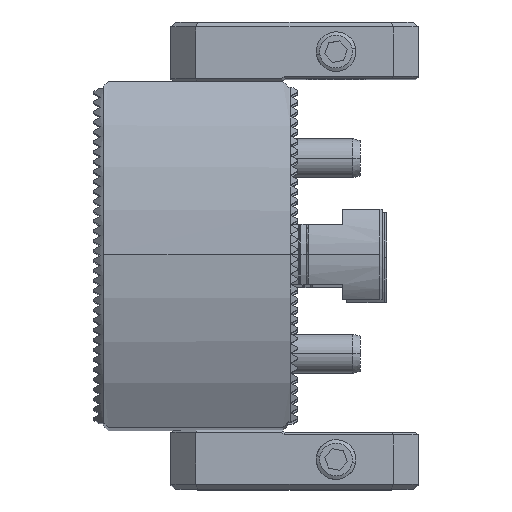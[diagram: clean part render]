
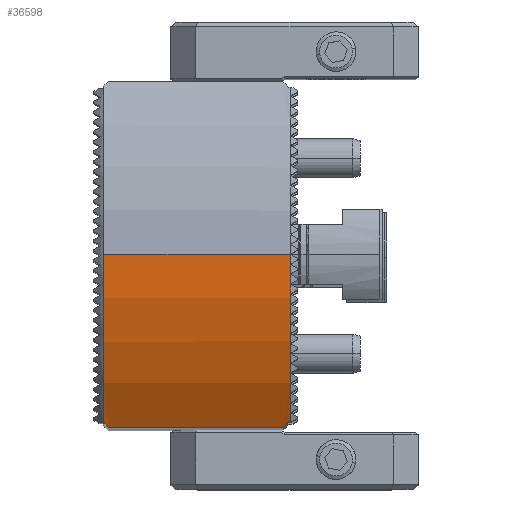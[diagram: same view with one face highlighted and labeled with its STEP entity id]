
A CAD part, top view. The second image highlights one B-rep face of the part: STEP entity #36598.
In plain terms, the highlighted cylindrical face has radius 65 mm (diameter 130 mm), a partial arc.
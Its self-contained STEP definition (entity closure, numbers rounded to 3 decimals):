
#195 = AXIS2_PLACEMENT_3D ( 'NONE', #39763, #14798, #43952 ) ;
#700 = DIRECTION ( 'NONE',  ( -1., 0., 0. ) ) ;
#2907 = CARTESIAN_POINT ( 'NONE',  ( -17.6, -35., 179.772 ) ) ;
#3150 = CARTESIAN_POINT ( 'NONE',  ( -18.58, 0., 190. ) ) ;
#5791 = ORIENTED_EDGE ( 'NONE', *, *, #9521, .T. ) ;
#6538 = VERTEX_POINT ( 'NONE', #32672 ) ;
#6761 = DIRECTION ( 'NONE',  ( -1., 0., 0. ) ) ;
#6774 =( BOUNDED_CURVE ( )  B_SPLINE_CURVE ( 3, ( #51829, #18380, #22763, #51998 ),
 .UNSPECIFIED., .F., .T. ) 
 B_SPLINE_CURVE_WITH_KNOTS ( ( 4, 4 ),
 ( 4.144, 4.162 ),
 .UNSPECIFIED. ) 
 CURVE ( )  GEOMETRIC_REPRESENTATION_ITEM ( )  RATIONAL_B_SPLINE_CURVE ( ( 1., 1., 1., 1. ) ) 
 REPRESENTATION_ITEM ( '' )  );
#6792 = CARTESIAN_POINT ( 'NONE',  ( 17.997, -34.603, 180.026 ) ) ;
#7159 = LINE ( 'NONE', #30702, #18290 ) ;
#7377 = EDGE_CURVE ( 'NONE', #19431, #23627, #36013, .T. ) ;
#7654 = CARTESIAN_POINT ( 'NONE',  ( -18.58, 0., 125. ) ) ;
#7805 = CARTESIAN_POINT ( 'NONE',  ( -18.58, -34.02, 180.386 ) ) ;
#8277 = EDGE_LOOP ( 'NONE', ( #13166, #51587, #11917, #20446, #9419, #10065, #5791 ) ) ;
#9419 = ORIENTED_EDGE ( 'NONE', *, *, #34814, .F. ) ;
#9521 = EDGE_CURVE ( 'NONE', #6538, #19431, #50944, .T. ) ;
#10065 = ORIENTED_EDGE ( 'NONE', *, *, #50703, .T. ) ;
#11872 = DIRECTION ( 'NONE',  ( 0., 0., -1. ) ) ;
#11917 = ORIENTED_EDGE ( 'NONE', *, *, #52945, .T. ) ;
#13003 = CARTESIAN_POINT ( 'NONE',  ( 20.8, -35., 179.772 ) ) ;
#13166 = ORIENTED_EDGE ( 'NONE', *, *, #7377, .T. ) ;
#14798 = DIRECTION ( 'NONE',  ( -1., 0., 0. ) ) ;
#15201 = CARTESIAN_POINT ( 'NONE',  ( 18.397, -34.203, 180.276 ) ) ;
#15338 = CARTESIAN_POINT ( 'NONE',  ( 20.8, 0., 125. ) ) ;
#16968 = CIRCLE ( 'NONE', #51264, 65. ) ;
#18290 = VECTOR ( 'NONE', #26517, 1000. ) ;
#18380 = CARTESIAN_POINT ( 'NONE',  ( -17.925, -34.675, 179.98 ) ) ;
#18532 = DIRECTION ( 'NONE',  ( 1., 0., 0. ) ) ;
#19431 = VERTEX_POINT ( 'NONE', #52415 ) ;
#20215 = VECTOR ( 'NONE', #18532, 1000. ) ;
#20446 = ORIENTED_EDGE ( 'NONE', *, *, #43328, .F. ) ;
#22763 = CARTESIAN_POINT ( 'NONE',  ( -18.252, -34.348, 180.185 ) ) ;
#23055 = VERTEX_POINT ( 'NONE', #29381 ) ;
#23627 = VERTEX_POINT ( 'NONE', #34417 ) ;
#23863 = FACE_OUTER_BOUND ( 'NONE', #8277, .T. ) ;
#26517 = DIRECTION ( 'NONE',  ( -1., 0., 0. ) ) ;
#26603 = VECTOR ( 'NONE', #700, 1000. ) ;
#27463 =( BOUNDED_CURVE ( )  B_SPLINE_CURVE ( 3, ( #35982, #6792, #15201, #44374 ),
 .UNSPECIFIED., .F., .F. ) 
 B_SPLINE_CURVE_WITH_KNOTS ( ( 4, 4 ),
 ( 1.002, 1.024 ),
 .UNSPECIFIED. ) 
 CURVE ( )  GEOMETRIC_REPRESENTATION_ITEM ( )  RATIONAL_B_SPLINE_CURVE ( ( 1., 1., 1., 1. ) ) 
 REPRESENTATION_ITEM ( '' )  );
#29270 = VERTEX_POINT ( 'NONE', #7805 ) ;
#29381 = CARTESIAN_POINT ( 'NONE',  ( 17.6, -35., 179.772 ) ) ;
#30702 = CARTESIAN_POINT ( 'NONE',  ( 20.8, 0., 190. ) ) ;
#32505 = EDGE_CURVE ( 'NONE', #23627, #37133, #7159, .T. ) ;
#32672 = CARTESIAN_POINT ( 'NONE',  ( 18.8, -33.8, 180.521 ) ) ;
#34417 = CARTESIAN_POINT ( 'NONE',  ( 19.2, 0., 190. ) ) ;
#34814 = EDGE_CURVE ( 'NONE', #23055, #48472, #37683, .T. ) ;
#35982 = CARTESIAN_POINT ( 'NONE',  ( 17.6, -35., 179.772 ) ) ;
#36013 = CIRCLE ( 'NONE', #195, 65. ) ;
#36598 = ADVANCED_FACE ( 'NONE', ( #23863 ), #44764, .T. ) ;
#36849 = DIRECTION ( 'NONE',  ( 1., 0., 0. ) ) ;
#37133 = VERTEX_POINT ( 'NONE', #3150 ) ;
#37683 = LINE ( 'NONE', #13003, #26603 ) ;
#39763 = CARTESIAN_POINT ( 'NONE',  ( 19.2, 0., 125. ) ) ;
#43328 = EDGE_CURVE ( 'NONE', #48472, #29270, #6774, .T. ) ;
#43952 = DIRECTION ( 'NONE',  ( 0., 0., -1. ) ) ;
#44374 = CARTESIAN_POINT ( 'NONE',  ( 18.8, -33.8, 180.521 ) ) ;
#44523 = DIRECTION ( 'NONE',  ( 0., 0., 1. ) ) ;
#44764 = CYLINDRICAL_SURFACE ( 'NONE', #48359, 65. ) ;
#47718 = CARTESIAN_POINT ( 'NONE',  ( 20.8, -33.8, 180.521 ) ) ;
#48359 = AXIS2_PLACEMENT_3D ( 'NONE', #15338, #6761, #44523 ) ;
#48472 = VERTEX_POINT ( 'NONE', #2907 ) ;
#50703 = EDGE_CURVE ( 'NONE', #23055, #6538, #27463, .T. ) ;
#50944 = LINE ( 'NONE', #47718, #20215 ) ;
#51264 = AXIS2_PLACEMENT_3D ( 'NONE', #7654, #36849, #11872 ) ;
#51587 = ORIENTED_EDGE ( 'NONE', *, *, #32505, .T. ) ;
#51829 = CARTESIAN_POINT ( 'NONE',  ( -17.6, -35., 179.772 ) ) ;
#51998 = CARTESIAN_POINT ( 'NONE',  ( -18.58, -34.02, 180.386 ) ) ;
#52415 = CARTESIAN_POINT ( 'NONE',  ( 19.2, -33.8, 180.521 ) ) ;
#52945 = EDGE_CURVE ( 'NONE', #37133, #29270, #16968, .T. ) ;
